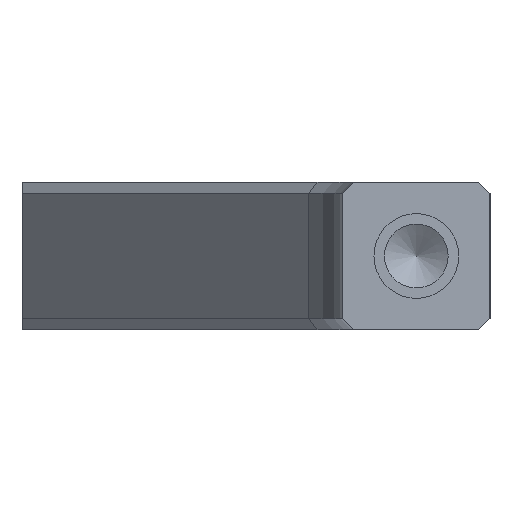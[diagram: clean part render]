
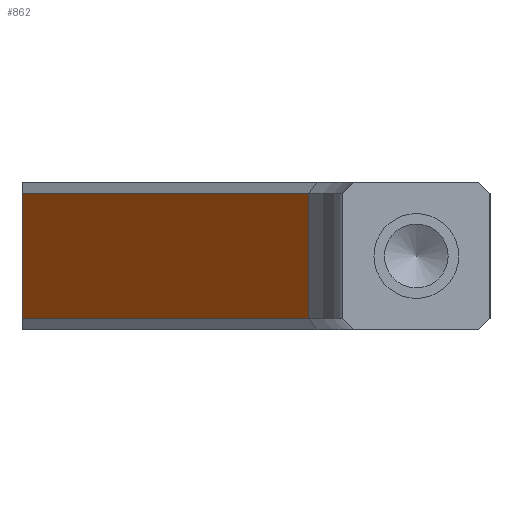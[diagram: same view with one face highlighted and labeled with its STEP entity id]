
A CAD part, left-side view. The second image highlights one B-rep face of the part: STEP entity #862.
In plain terms, the highlighted planar face has unit normal (-0.64, 0.769, 0).
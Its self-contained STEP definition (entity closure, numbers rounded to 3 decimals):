
#47=PLANE('',#951);
#93=FACE_OUTER_BOUND('',#148,.T.);
#148=EDGE_LOOP('',(#687,#688,#689,#690));
#218=LINE('',#1407,#287);
#232=LINE('',#1439,#301);
#233=LINE('',#1442,#302);
#234=LINE('',#1443,#303);
#287=VECTOR('',#1117,10.);
#301=VECTOR('',#1149,10.);
#302=VECTOR('',#1152,10.);
#303=VECTOR('',#1153,10.);
#414=VERTEX_POINT('',#1404);
#415=VERTEX_POINT('',#1406);
#423=VERTEX_POINT('',#1432);
#425=VERTEX_POINT('',#1441);
#510=EDGE_CURVE('',#414,#415,#218,.T.);
#527=EDGE_CURVE('',#423,#414,#232,.T.);
#528=EDGE_CURVE('',#425,#423,#233,.T.);
#529=EDGE_CURVE('',#415,#425,#234,.T.);
#687=ORIENTED_EDGE('',*,*,#527,.F.);
#688=ORIENTED_EDGE('',*,*,#528,.F.);
#689=ORIENTED_EDGE('',*,*,#529,.F.);
#690=ORIENTED_EDGE('',*,*,#510,.F.);
#862=ADVANCED_FACE('',(#93),#47,.F.);
#951=AXIS2_PLACEMENT_3D('',#1440,#1150,#1151);
#1117=DIRECTION('',(0.,0.,1.));
#1149=DIRECTION('',(0.769,0.64,0.));
#1150=DIRECTION('center_axis',(0.64,-0.769,0.));
#1151=DIRECTION('ref_axis',(0.,0.,-1.));
#1152=DIRECTION('',(0.,0.,-1.));
#1153=DIRECTION('',(-0.769,-0.64,0.));
#1404=CARTESIAN_POINT('',(-8.,31.75,-8.5));
#1406=CARTESIAN_POINT('',(-8.,31.75,8.5));
#1407=CARTESIAN_POINT('',(-8.,31.75,5.));
#1432=CARTESIAN_POINT('',(-54.706,-7.122,-8.5));
#1439=CARTESIAN_POINT('',(-36.795,7.784,-8.5));
#1440=CARTESIAN_POINT('Origin',(-54.706,-7.122,10.));
#1441=CARTESIAN_POINT('',(-54.706,-7.122,8.5));
#1442=CARTESIAN_POINT('',(-54.706,-7.122,10.));
#1443=CARTESIAN_POINT('',(-36.795,7.784,8.5));
